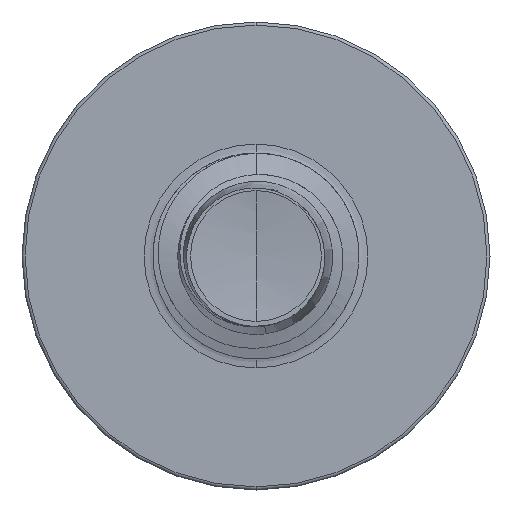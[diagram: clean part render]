
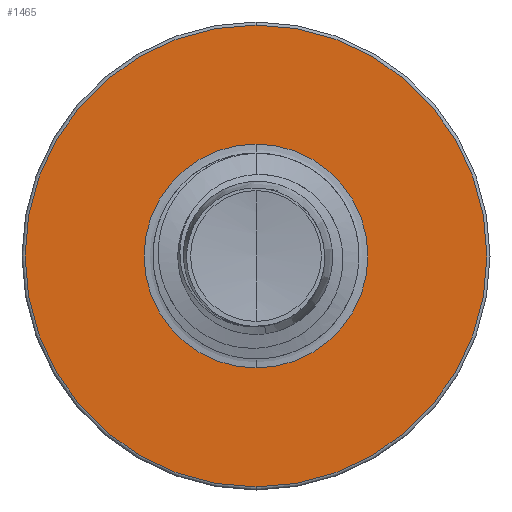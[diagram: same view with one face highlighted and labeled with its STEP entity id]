
A CAD part, front view. The second image highlights one B-rep face of the part: STEP entity #1465.
In plain terms, the highlighted planar face has unit normal (0, -1, 0).
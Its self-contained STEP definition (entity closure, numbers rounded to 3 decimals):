
#243 = VERTEX_POINT ( 'NONE', #4841 ) ;
#470 = EDGE_LOOP ( 'NONE', ( #1241, #9184 ) ) ;
#855 = DIRECTION ( 'NONE',  ( 0., 1., 0. ) ) ;
#1078 = DIRECTION ( 'NONE',  ( 0., 1., 0. ) ) ;
#1241 = ORIENTED_EDGE ( 'NONE', *, *, #8636, .T. ) ;
#1465 = ADVANCED_FACE ( 'NONE', ( #4451, #2119 ), #5691, .F. ) ;
#1621 = AXIS2_PLACEMENT_3D ( 'NONE', #6493, #855, #7186 ) ;
#1970 = AXIS2_PLACEMENT_3D ( 'NONE', #3148, #3134, #3125 ) ;
#2119 = FACE_BOUND ( 'NONE', #470, .T. ) ;
#3125 = DIRECTION ( 'NONE',  ( 0., 0., 1. ) ) ;
#3134 = DIRECTION ( 'NONE',  ( 0., 1., 0. ) ) ;
#3148 = CARTESIAN_POINT ( 'NONE',  ( 0., 2.25, 0. ) ) ;
#3267 = VERTEX_POINT ( 'NONE', #6133 ) ;
#3303 = VERTEX_POINT ( 'NONE', #6199 ) ;
#3651 = ORIENTED_EDGE ( 'NONE', *, *, #4166, .F. ) ;
#4087 = AXIS2_PLACEMENT_3D ( 'NONE', #4609, #4426, #4450 ) ;
#4166 = EDGE_CURVE ( 'NONE', #243, #3267, #4766, .T. ) ;
#4426 = DIRECTION ( 'NONE',  ( 0., 1., 0. ) ) ;
#4431 = CIRCLE ( 'NONE', #7373, 2.467 ) ;
#4450 = DIRECTION ( 'NONE',  ( 0., 0., 1. ) ) ;
#4451 = FACE_OUTER_BOUND ( 'NONE', #9074, .T. ) ;
#4609 = CARTESIAN_POINT ( 'NONE',  ( 0., 2.25, -1.196 ) ) ;
#4766 = CIRCLE ( 'NONE', #1970, 2.467 ) ;
#4841 = CARTESIAN_POINT ( 'NONE',  ( 0., 2.25, -2.467 ) ) ;
#5691 = PLANE ( 'NONE',  #4087 ) ;
#5792 = ORIENTED_EDGE ( 'NONE', *, *, #7075, .F. ) ;
#6056 = CARTESIAN_POINT ( 'NONE',  ( 0., 2.25, -1.196 ) ) ;
#6133 = CARTESIAN_POINT ( 'NONE',  ( 0., 2.25, 2.467 ) ) ;
#6199 = CARTESIAN_POINT ( 'NONE',  ( 0., 2.25, 1.196 ) ) ;
#6493 = CARTESIAN_POINT ( 'NONE',  ( 0., 2.25, 0. ) ) ;
#6524 = CIRCLE ( 'NONE', #1621, 1.196 ) ;
#6657 = CARTESIAN_POINT ( 'NONE',  ( 0., 2.25, 0. ) ) ;
#6706 = DIRECTION ( 'NONE',  ( 0., 0., 1. ) ) ;
#6709 = DIRECTION ( 'NONE',  ( 0., 1., 0. ) ) ;
#6719 = CARTESIAN_POINT ( 'NONE',  ( 0., 2.25, 0. ) ) ;
#7075 = EDGE_CURVE ( 'NONE', #3267, #243, #4431, .T. ) ;
#7186 = DIRECTION ( 'NONE',  ( 0., 0., 1. ) ) ;
#7320 = DIRECTION ( 'NONE',  ( 0., 0., 1. ) ) ;
#7373 = AXIS2_PLACEMENT_3D ( 'NONE', #6719, #6709, #6706 ) ;
#7800 = AXIS2_PLACEMENT_3D ( 'NONE', #6657, #1078, #7320 ) ;
#8173 = EDGE_CURVE ( 'NONE', #9460, #3303, #6524, .T. ) ;
#8352 = CIRCLE ( 'NONE', #7800, 1.196 ) ;
#8636 = EDGE_CURVE ( 'NONE', #3303, #9460, #8352, .T. ) ;
#9074 = EDGE_LOOP ( 'NONE', ( #5792, #3651 ) ) ;
#9184 = ORIENTED_EDGE ( 'NONE', *, *, #8173, .T. ) ;
#9460 = VERTEX_POINT ( 'NONE', #6056 ) ;
